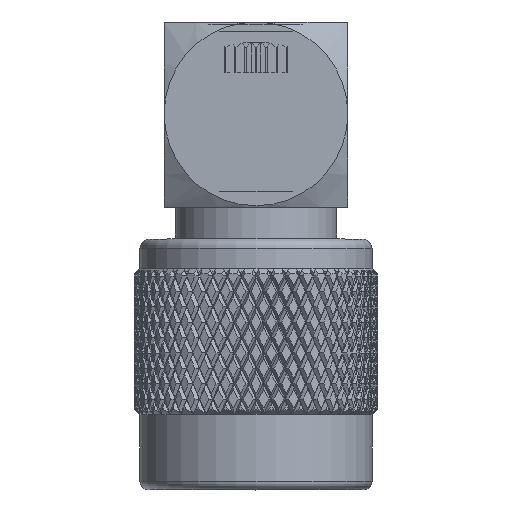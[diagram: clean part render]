
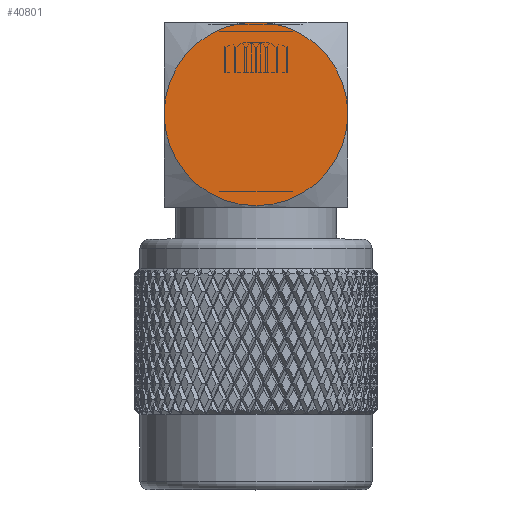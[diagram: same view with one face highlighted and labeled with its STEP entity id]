
A CAD part, top view. The second image highlights one B-rep face of the part: STEP entity #40801.
In plain terms, the highlighted face is planar.
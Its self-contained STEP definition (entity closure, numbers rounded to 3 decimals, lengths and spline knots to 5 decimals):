
#1677 = DIRECTION ( 'NONE',  ( 1., 0., 0. ) ) ;
#2376 = ORIENTED_EDGE ( 'NONE', *, *, #37537, .T. ) ;
#7431 = AXIS2_PLACEMENT_3D ( 'NONE', #23893, #59292, #45832 ) ;
#10458 = AXIS2_PLACEMENT_3D ( 'NONE', #84829, #39550, #11738 ) ;
#11333 = FACE_OUTER_BOUND ( 'NONE', #43726, .T. ) ;
#11738 = DIRECTION ( 'NONE',  ( 0., 0., 1. ) ) ;
#18287 = AXIS2_PLACEMENT_3D ( 'NONE', #81187, #1677, #37074 ) ;
#23893 = CARTESIAN_POINT ( 'NONE',  ( -0.21654, 0., 0. ) ) ;
#36868 = PLANE ( 'NONE',  #51369 ) ;
#36883 = CARTESIAN_POINT ( 'NONE',  ( -0.21654, 0., -0.21654 ) ) ;
#37074 = DIRECTION ( 'NONE',  ( 0., 0., -1. ) ) ;
#37537 = EDGE_CURVE ( 'NONE', #55596, #79132, #67964, .T. ) ;
#39550 = DIRECTION ( 'NONE',  ( -1., 0., 0. ) ) ;
#40801 = ADVANCED_FACE ( 'NONE', ( #11333 ), #36868, .F. ) ;
#43726 = EDGE_LOOP ( 'NONE', ( #2376, #92048, #63309 ) ) ;
#45227 = VERTEX_POINT ( 'NONE', #99599 ) ;
#45832 = DIRECTION ( 'NONE',  ( 0., 0., -1. ) ) ;
#46695 = CARTESIAN_POINT ( 'NONE',  ( -0.21654, -0.21654, 0.21654 ) ) ;
#51369 = AXIS2_PLACEMENT_3D ( 'NONE', #46695, #56533, #91969 ) ;
#55596 = VERTEX_POINT ( 'NONE', #83462 ) ;
#56533 = DIRECTION ( 'NONE',  ( 1., 0., 0. ) ) ;
#59292 = DIRECTION ( 'NONE',  ( 1., 0., 0. ) ) ;
#61161 = CIRCLE ( 'NONE', #7431, 0.21654 ) ;
#63309 = ORIENTED_EDGE ( 'NONE', *, *, #72426, .F. ) ;
#67964 = CIRCLE ( 'NONE', #10458, 0.21654 ) ;
#68326 = CIRCLE ( 'NONE', #18287, 0.21654 ) ;
#72426 = EDGE_CURVE ( 'NONE', #55596, #45227, #61161, .T. ) ;
#79132 = VERTEX_POINT ( 'NONE', #36883 ) ;
#81187 = CARTESIAN_POINT ( 'NONE',  ( -0.21654, 0., 0. ) ) ;
#83462 = CARTESIAN_POINT ( 'NONE',  ( -0.21654, 0., 0.21654 ) ) ;
#84041 = EDGE_CURVE ( 'NONE', #45227, #79132, #68326, .T. ) ;
#84829 = CARTESIAN_POINT ( 'NONE',  ( -0.21654, 0., 0. ) ) ;
#91969 = DIRECTION ( 'NONE',  ( 0., 0., -1. ) ) ;
#92048 = ORIENTED_EDGE ( 'NONE', *, *, #84041, .F. ) ;
#99599 = CARTESIAN_POINT ( 'NONE',  ( -0.21654, -0.21654, 0. ) ) ;
